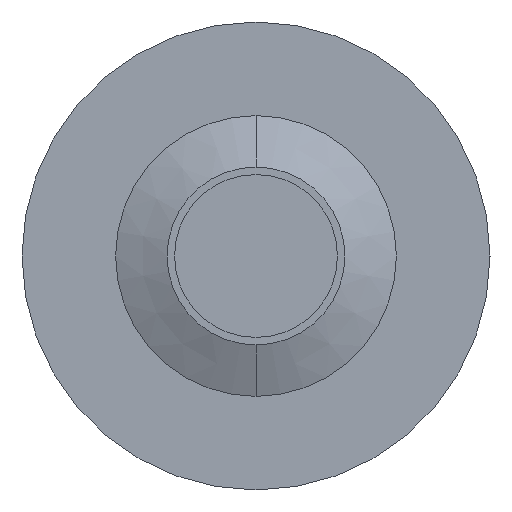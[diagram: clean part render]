
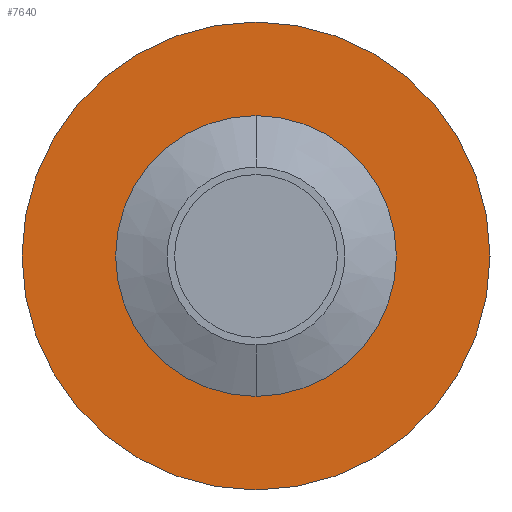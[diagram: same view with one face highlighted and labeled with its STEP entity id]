
A CAD part, left-side view. The second image highlights one B-rep face of the part: STEP entity #7640.
In plain terms, the highlighted planar face has unit normal (-1, 0, 0).
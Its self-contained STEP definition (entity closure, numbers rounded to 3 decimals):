
#6760=CARTESIAN_POINT('',(87.081,57.523,
0.));
#6770=VERTEX_POINT('',#6760);
#6890=CARTESIAN_POINT('',(87.081,117.523,
0.));
#6900=VERTEX_POINT('',#6890);
#6930=CARTESIAN_POINT('',(87.081,87.523,
0.));
#6940=DIRECTION('',(-1.,0.,0.));
#6950=DIRECTION('',(0.,1.,0.));
#6960=AXIS2_PLACEMENT_3D('',#6930,#6940,#6950);
#6970=CIRCLE('',#6960,30.);
#6980=EDGE_CURVE('',#6770,#6900,#6970,.T.);
#7390=CARTESIAN_POINT('',(87.081,6.023,-81.5));
#7400=DIRECTION('',(-1.,0.,0.));
#7410=DIRECTION('',(0.,1.,0.));
#7420=AXIS2_PLACEMENT_3D('',#7390,#7400,#7410);
#7430=PLANE('',#7420);
#7440=EDGE_CURVE('',#6900,#6770,#6970,.T.);
#7450=ORIENTED_EDGE('',*,*,#7440,.F.);
#7460=ORIENTED_EDGE('',*,*,#6980,.F.);
#7470=EDGE_LOOP('',(#7460,#7450));
#7480=FACE_BOUND('',#7470,.T.);
#7490=CARTESIAN_POINT('',(87.081,87.523,
0.));
#7500=DIRECTION('',(-1.,0.,0.));
#7510=DIRECTION('',(0.,1.,0.));
#7520=AXIS2_PLACEMENT_3D('',#7490,#7500,#7510);
#7530=CIRCLE('',#7520,50.);
#7540=CARTESIAN_POINT('',(87.081,137.523,
0.));
#7550=VERTEX_POINT('',#7540);
#7560=CARTESIAN_POINT('',(87.081,37.523,
0.));
#7570=VERTEX_POINT('',#7560);
#7580=EDGE_CURVE('',#7550,#7570,#7530,.T.);
#7590=ORIENTED_EDGE('',*,*,#7580,.T.);
#7600=EDGE_CURVE('',#7570,#7550,#7530,.T.);
#7610=ORIENTED_EDGE('',*,*,#7600,.T.);
#7620=EDGE_LOOP('',(#7610,#7590));
#7630=FACE_OUTER_BOUND('',#7620,.T.);
#7640=ADVANCED_FACE('',(#7480,#7630),#7430,.T.);
